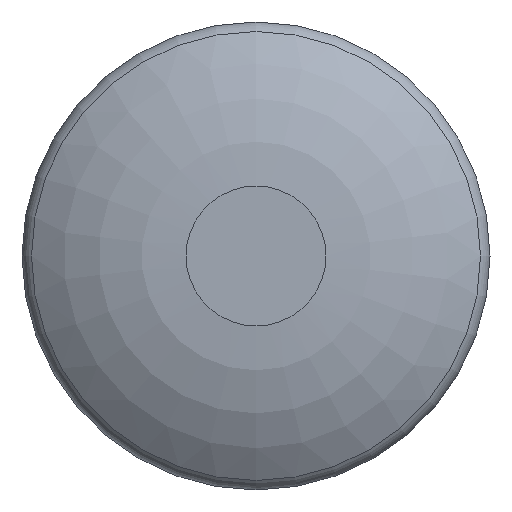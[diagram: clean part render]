
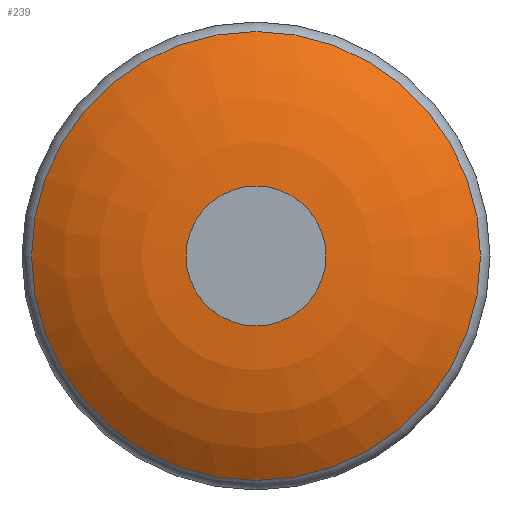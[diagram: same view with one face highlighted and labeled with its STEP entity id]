
A CAD part, left-side view. The second image highlights one B-rep face of the part: STEP entity #239.
In plain terms, the highlighted toroidal (fillet/blend) face has major radius 2.202 mm and minor radius 8.23 mm.
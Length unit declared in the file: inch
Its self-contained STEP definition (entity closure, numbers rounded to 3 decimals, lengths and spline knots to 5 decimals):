
#11 = EDGE_CURVE ( 'NONE', #311, #311, #99, .T. ) ;
#56 = TOROIDAL_SURFACE ( 'NONE', #357, 0.0867, 0.324 ) ;
#62 = AXIS2_PLACEMENT_3D ( 'NONE', #232, #416, #358 ) ;
#99 = CIRCLE ( 'NONE', #62, 0.0867 ) ;
#137 = FACE_OUTER_BOUND ( 'NONE', #371, .T. ) ;
#140 = DIRECTION ( 'NONE',  ( 1., 0., 0. ) ) ;
#148 = CARTESIAN_POINT ( 'NONE',  ( -0.0584, 0., -0.27813 ) ) ;
#154 = FACE_OUTER_BOUND ( 'NONE', #240, .T. ) ;
#155 = AXIS2_PLACEMENT_3D ( 'NONE', #250, #321, #213 ) ;
#171 = CIRCLE ( 'NONE', #155, 0.27813 ) ;
#199 = VERTEX_POINT ( 'NONE', #148 ) ;
#213 = DIRECTION ( 'NONE',  ( 0., 0., -1. ) ) ;
#221 = CARTESIAN_POINT ( 'NONE',  ( -0.121, 0., -0.0867 ) ) ;
#232 = CARTESIAN_POINT ( 'NONE',  ( -0.121, 0., 0. ) ) ;
#239 = ADVANCED_FACE ( 'NONE', ( #137, #154 ), #56, .T. ) ;
#240 = EDGE_LOOP ( 'NONE', ( #251 ) ) ;
#250 = CARTESIAN_POINT ( 'NONE',  ( -0.0584, 0., 0. ) ) ;
#251 = ORIENTED_EDGE ( 'NONE', *, *, #331, .F. ) ;
#277 = CARTESIAN_POINT ( 'NONE',  ( 0.203, 0., 0. ) ) ;
#311 = VERTEX_POINT ( 'NONE', #221 ) ;
#321 = DIRECTION ( 'NONE',  ( 1., 0., 0. ) ) ;
#331 = EDGE_CURVE ( 'NONE', #199, #199, #171, .T. ) ;
#338 = ORIENTED_EDGE ( 'NONE', *, *, #11, .T. ) ;
#357 = AXIS2_PLACEMENT_3D ( 'NONE', #277, #140, #401 ) ;
#358 = DIRECTION ( 'NONE',  ( 0., 0., -1. ) ) ;
#371 = EDGE_LOOP ( 'NONE', ( #338 ) ) ;
#401 = DIRECTION ( 'NONE',  ( 0., 0., -1. ) ) ;
#416 = DIRECTION ( 'NONE',  ( 1., 0., 0. ) ) ;
